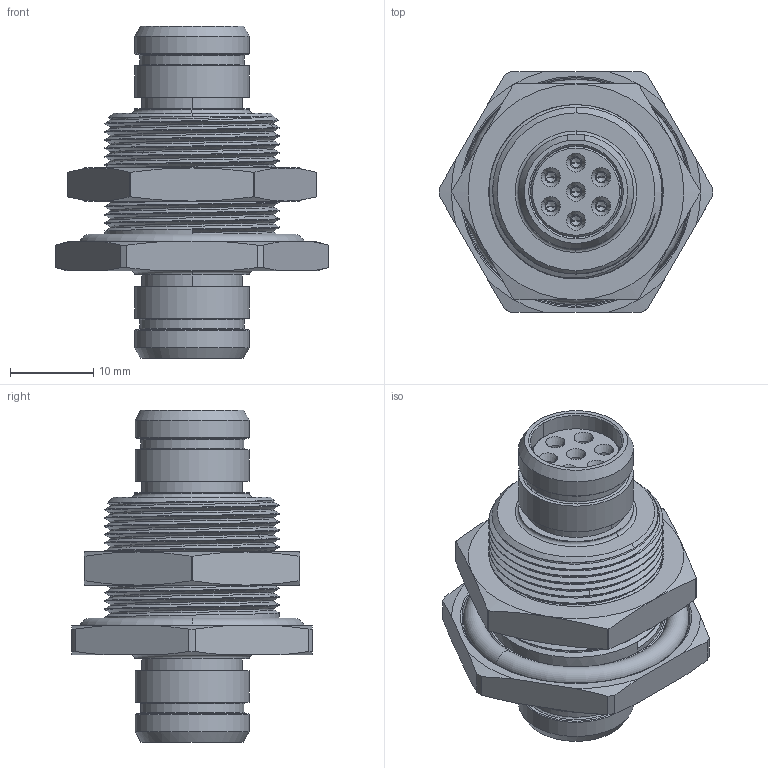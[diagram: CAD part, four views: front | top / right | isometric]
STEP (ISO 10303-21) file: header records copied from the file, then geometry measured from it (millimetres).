
FILE_DESCRIPTION((''),'2;1');
FILE_NAME('1332EE107MF','2018-03-20T11:53:51',('cgregory'),('NET AG system integration'),'CREO PARAMETRIC BY PTC INC, 2017260','CREO PARAMETRIC BY PTC INC, 2017260','');
FILE_SCHEMA(('AUTOMOTIVE_DESIGN { 1 0 10303 214 1 1 1 1 }'));
Length unit declared in the file: millimetre
Products named in the file (1): 1332EE107MF
Bounding box: 33 x 29 x 40 mm (x, y, z)
Volume: 9053.4 mm3; surface area: 12557.8 mm2
Topology: 9 solids, 9 shells, 912 faces, 2177 edges, 1340 vertices
Faces by surface type: cylinder 272, plane 267, torus 180, cone 156, bspline 37
Entity records: 43128 total; most frequent: CARTESIAN_POINT 15039, DIRECTION 4785, ORIENTED_EDGE 4326, EDGE_CURVE 2163, AXIS2_PLACEMENT_3D 2005, VERTEX_POINT 1340, CIRCLE 1125, EDGE_LOOP 1019
